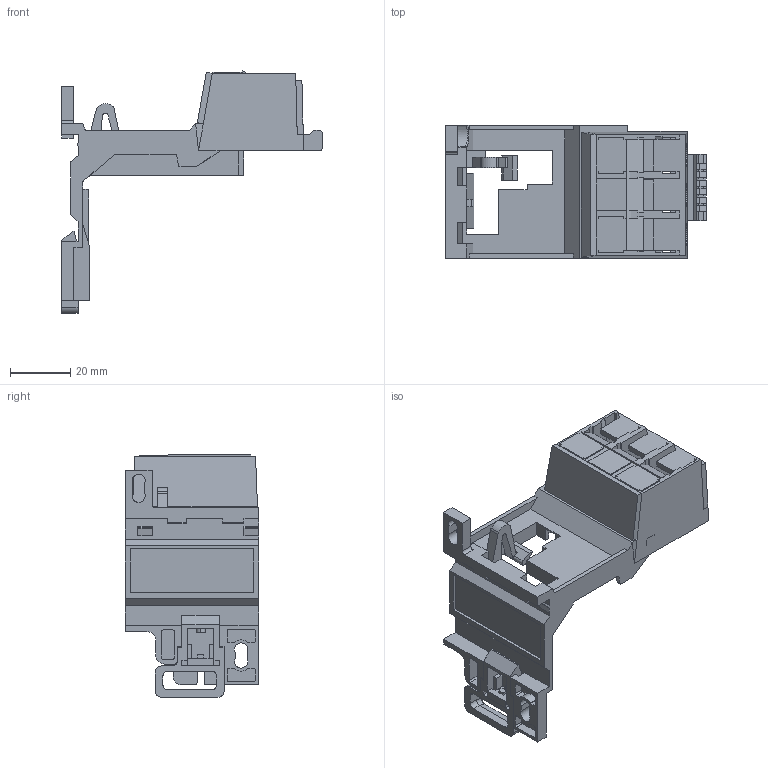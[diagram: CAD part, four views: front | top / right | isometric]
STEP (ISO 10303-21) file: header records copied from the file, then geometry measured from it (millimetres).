
FILE_DESCRIPTION((''),'2;1');
FILE_NAME('ASM0002_ASM','2025-07-14T',('yu.shi'),(''),'PRO/ENGINEER BY PARAMETRIC TECHNOLOGY CORPORATION, 2017170','PRO/ENGINEER BY PARAMETRIC TECHNOLOGY CORPORATION, 2017170','');
FILE_SCHEMA(('CONFIG_CONTROL_DESIGN'));
Length unit declared in the file: millimetre
Products named in the file (7): MANIFOLD_SOLID_BREP_768; MANIFOLD_SOLID_BREP_918; MANIFOLD_SOLID_BREP_2118; PRT0001_1_ASM; PRT0001_ASM; 8261004400; ASM0002_ASM
Assembly tree (6 placements, depth 4):
  ASM0002_ASM
    PRT0001_ASM
      PRT0001_1_ASM
        MANIFOLD_SOLID_BREP_768
        MANIFOLD_SOLID_BREP_918
        MANIFOLD_SOLID_BREP_2118
    8261004400
Bounding box: 86.2 x 44 x 80.29 mm (x, y, z)
Volume: 5282.6 mm3; surface area: 31093 mm2
Topology: 4 solids, 8 shells, 695 faces, 2071 edges, 1370 vertices
Faces by surface type: plane 595, cylinder 99, bspline 1
Entity records: 23329 total; most frequent: CARTESIAN_POINT 4312, ORIENTED_EDGE 4051, DIRECTION 3693, EDGE_CURVE 2071, VECTOR 1833, LINE 1833, VERTEX_POINT 1370, AXIS2_PLACEMENT_3D 930
